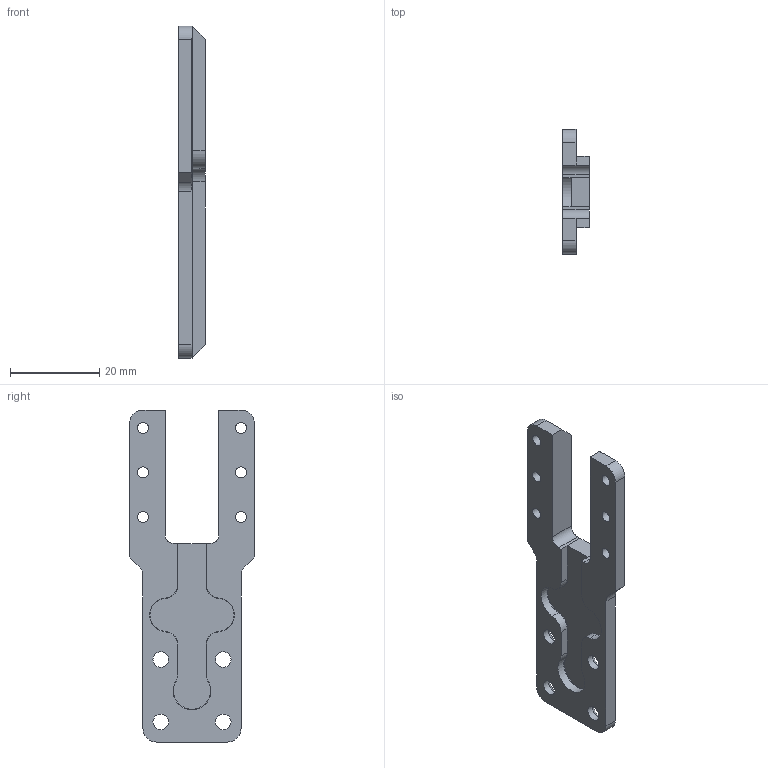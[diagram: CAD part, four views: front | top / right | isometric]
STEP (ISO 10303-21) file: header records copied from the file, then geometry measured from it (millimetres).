
FILE_DESCRIPTION(/* description */ (''),/* implementation_level */ '2;1');
FILE_NAME(/* name */ '1111.000.001.001 - Пластина.stp',/* time_stamp */ '2024-11-01T18:56:39+03:00',/* author */ (''),/* organization */ (''),/* preprocessor_version */ 'ST-DEVELOPER v16.7',/* originating_system */ 'SIEMENS PLM Software NX 12.0',/* authorisation */ '');
FILE_SCHEMA (('AUTOMOTIVE_DESIGN { 1 0 10303 214 3 1 1 1 }'));
Length unit declared in the file: millimetre
Products named in the file (1): 1111.000.001.001 - Пластина
Bounding box: 6 x 28 x 74.49 mm (x, y, z)
Volume: 4148.6 mm3; surface area: 4638.7 mm2
Topology: 1 solids, 1 shells, 94 faces, 252 edges, 160 vertices
Faces by surface type: cylinder 37, plane 32, cone 10, torus 9, bspline 6
Full cylindrical faces by diameter (mm): 2.5 x6, 3.5 x4
Entity records: 2903 total; most frequent: CARTESIAN_POINT 577, DIRECTION 501, ORIENTED_EDGE 444, EDGE_CURVE 222, AXIS2_PLACEMENT_3D 194, VERTEX_POINT 150, EDGE_LOOP 134, LINE 113
